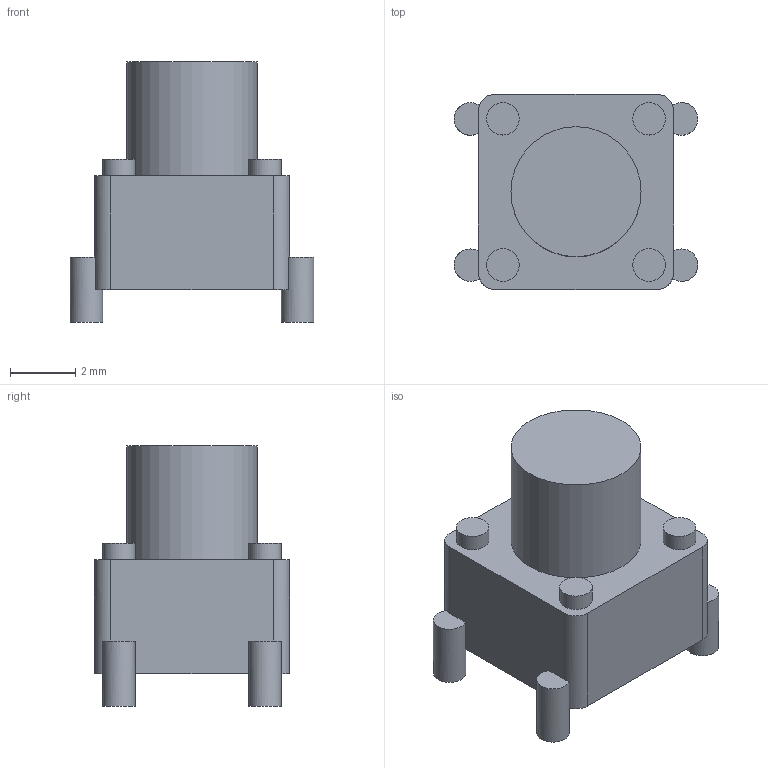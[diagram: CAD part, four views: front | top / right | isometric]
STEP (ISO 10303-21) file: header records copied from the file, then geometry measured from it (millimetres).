
FILE_DESCRIPTION(('FreeCAD Model'),'2;1');
FILE_NAME('Open CASCADE Shape Model','2025-02-12T22:30:47',(''),(''), 'Open CASCADE STEP processor 7.7','FreeCAD','Unknown');
FILE_SCHEMA(('AUTOMOTIVE_DESIGN { 1 0 10303 214 1 1 1 1 }'));
Length unit declared in the file: millimetre
Products named in the file (2): TS02-66-70-BK-160-SCR; Body
Assembly tree (1 placements, depth 2):
  TS02-66-70-BK-160-SCR
    Body
Bounding box: 7.5 x 6 x 8 mm (x, y, z)
Volume: 176.5 mm3; surface area: 225.6 mm2
Topology: 1 solids, 1 shells, 32 faces, 75 edges, 50 vertices
Faces by surface type: plane 19, cylinder 13
Full cylindrical faces by diameter (mm): 1 x8, 4 x1
Entity records: 977 total; most frequent: DIRECTION 181, CARTESIAN_POINT 159, ORIENTED_EDGE 150, EDGE_CURVE 75, AXIS2_PLACEMENT_3D 72, VERTEX_POINT 50, CIRCLE 38, FACE_BOUND 37
